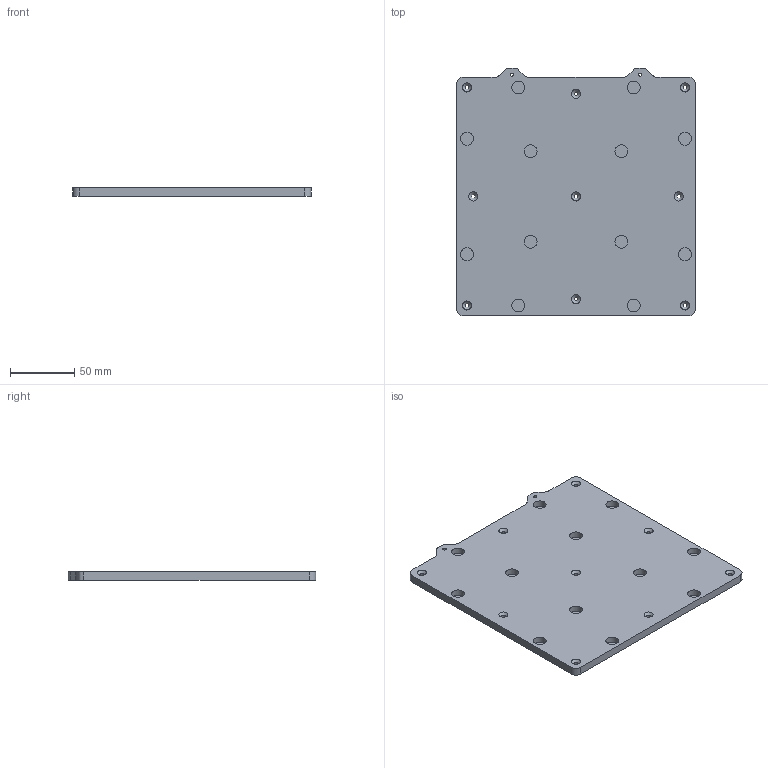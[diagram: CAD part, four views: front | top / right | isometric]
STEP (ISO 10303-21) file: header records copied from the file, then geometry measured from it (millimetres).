
FILE_DESCRIPTION(/* description */ (''),/* implementation_level */ '2;1');
FILE_NAME(/* name */ 'HeatedBed_01.step',/* time_stamp */ '2022-01-28T15:00:11-08:00',/* author */ (''),/* organization */ (''),/* preprocessor_version */ 'ST-DEVELOPER v18.1',/* originating_system */ 'Autodesk Translation Framework v10.13.0.1454',/* authorisation */ '');
FILE_SCHEMA (('AUTOMOTIVE_DESIGN { 1 0 10303 214 3 1 1 }'));
Length unit declared in the file: millimetre
Products named in the file (1): COMPOUND
Bounding box: 186 x 193 x 6.35 mm (x, y, z)
Volume: 215425 mm3; surface area: 76631.6 mm2
Topology: 1 solids, 1 shells, 70 faces, 159 edges, 103 vertices
Faces by surface type: cylinder 35, plane 26, cone 9
Full cylindrical faces by diameter (mm): 2.5 x2, 3.1 x9, 10 x12
Entity records: 2074 total; most frequent: DIRECTION 380, CARTESIAN_POINT 333, ORIENTED_EDGE 318, EDGE_CURVE 159, AXIS2_PLACEMENT_3D 150, EDGE_LOOP 104, VERTEX_POINT 103, LINE 80
